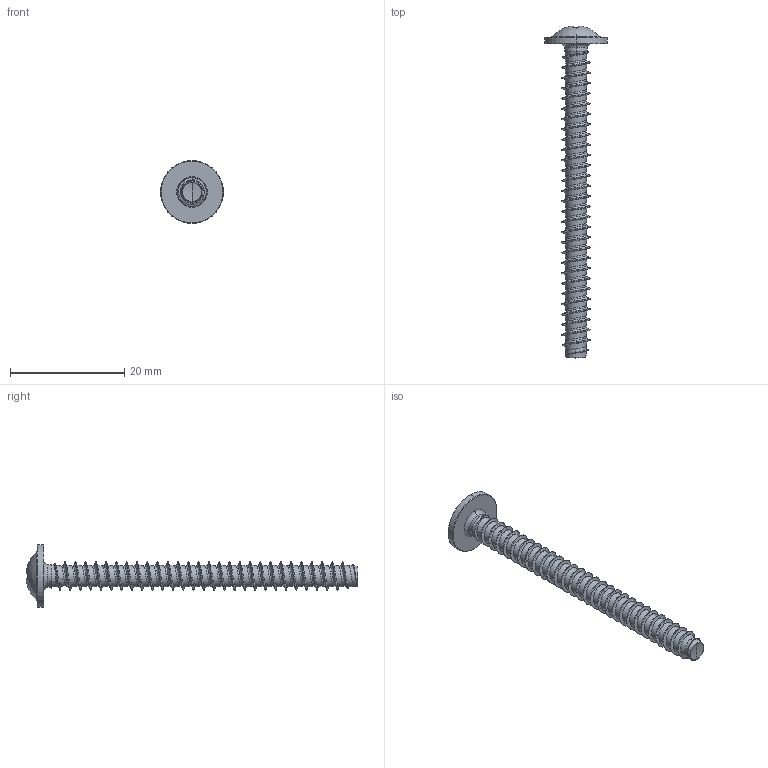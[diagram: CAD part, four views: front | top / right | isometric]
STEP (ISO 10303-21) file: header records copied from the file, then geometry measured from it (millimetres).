
FILE_DESCRIPTION (( 'STEP AP203' ), '1' );
FILE_NAME ('STP310500550.STEP', '2017-08-15T13:35:28', ( '' ), ( '' ), 'SwSTEP 2.0', 'SolidWorks 2015', '' );
FILE_SCHEMA (( 'CONFIG_CONTROL_DESIGN' ));
Products named in the file (1): STP310500550
Bounding box: 11 x 58.14 x 11 mm (x, y, z)
Volume: 803.2 mm3; surface area: 1281.6 mm2
Topology: 1 solids, 1 shells, 227 faces, 548 edges, 324 vertices
Faces by surface type: cylinder 86, bspline 51, torus 30, sphere 28, plane 23, cone 9
Entity records: 41783 total; most frequent: CARTESIAN_POINT 37027, ORIENTED_EDGE 1092, DIRECTION 863, EDGE_CURVE 546, AXIS2_PLACEMENT_3D 372, VERTEX_POINT 324, EDGE_LOOP 230, ADVANCED_FACE 227
